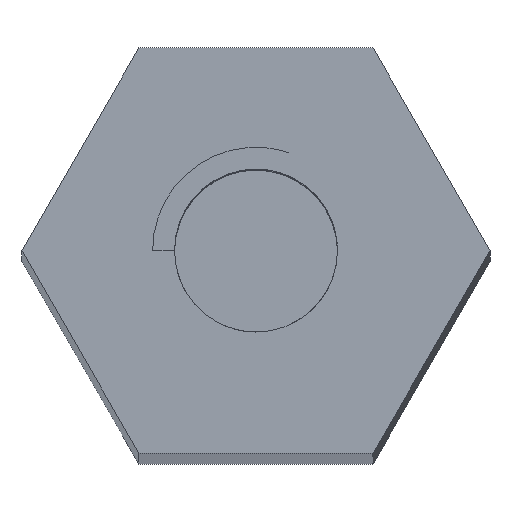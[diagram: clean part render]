
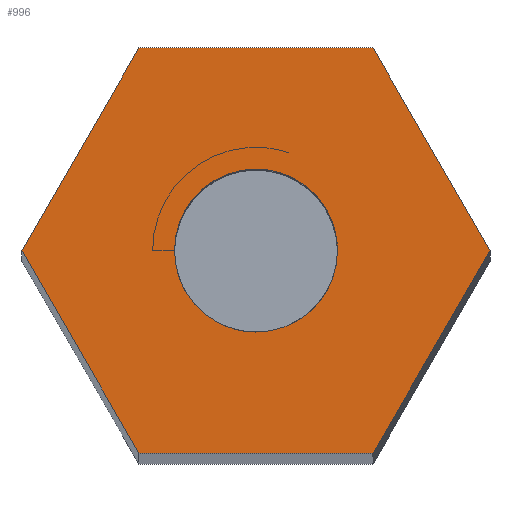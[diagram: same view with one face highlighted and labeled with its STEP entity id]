
A CAD part, top view. The second image highlights one B-rep face of the part: STEP entity #996.
In plain terms, the highlighted planar face has unit normal (0, 0, 1).
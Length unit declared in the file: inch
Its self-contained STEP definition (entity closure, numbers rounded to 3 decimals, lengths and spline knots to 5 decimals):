
#110 = EDGE_CURVE ( 'NONE', #5231, #1040, #5566, .T. ) ;
#299 = CIRCLE ( 'NONE', #3785, 0.1005 ) ;
#314 = CARTESIAN_POINT ( 'NONE',  ( -0.1005, 0., 3.84658 ) ) ;
#437 = LINE ( 'NONE', #2108, #5185 ) ;
#564 = CARTESIAN_POINT ( 'NONE',  ( 0.28868, 0., 3.84658 ) ) ;
#902 = LINE ( 'NONE', #6564, #6469 ) ;
#910 = EDGE_CURVE ( 'NONE', #3304, #3943, #6759, .T. ) ;
#921 = CARTESIAN_POINT ( 'NONE',  ( 0., 0., 3.84658 ) ) ;
#996 = ADVANCED_FACE ( 'NONE', ( #4108, #4737 ), #3522, .T. ) ;
#1022 = VERTEX_POINT ( 'NONE', #1960 ) ;
#1030 = CARTESIAN_POINT ( 'NONE',  ( -0.28868, 0., 3.84658 ) ) ;
#1040 = VERTEX_POINT ( 'NONE', #5872 ) ;
#1156 = LINE ( 'NONE', #6680, #6000 ) ;
#1180 = EDGE_LOOP ( 'NONE', ( #1829, #5726, #4185, #2002, #5925, #2490 ) ) ;
#1829 = ORIENTED_EDGE ( 'NONE', *, *, #5966, .T. ) ;
#1886 = DIRECTION ( 'NONE',  ( 1., 0., 0. ) ) ;
#1902 = CARTESIAN_POINT ( 'NONE',  ( 0.1005, 0., 3.84658 ) ) ;
#1960 = CARTESIAN_POINT ( 'NONE',  ( -0.14434, 0.25, 3.84658 ) ) ;
#2002 = ORIENTED_EDGE ( 'NONE', *, *, #2578, .T. ) ;
#2007 = VECTOR ( 'NONE', #3901, 39.37008 ) ;
#2108 = CARTESIAN_POINT ( 'NONE',  ( 0.14434, 0.25, 3.84658 ) ) ;
#2221 = DIRECTION ( 'NONE',  ( 0.5, 0.866, 0. ) ) ;
#2490 = ORIENTED_EDGE ( 'NONE', *, *, #110, .T. ) ;
#2578 = EDGE_CURVE ( 'NONE', #6067, #1022, #437, .T. ) ;
#2613 = VECTOR ( 'NONE', #2221, 39.37008 ) ;
#2633 = AXIS2_PLACEMENT_3D ( 'NONE', #2822, #5056, #4497 ) ;
#2664 = EDGE_CURVE ( 'NONE', #3943, #6067, #902, .T. ) ;
#2822 = CARTESIAN_POINT ( 'NONE',  ( 0., 0., 3.84658 ) ) ;
#2852 = ORIENTED_EDGE ( 'NONE', *, *, #4625, .F. ) ;
#3014 = EDGE_CURVE ( 'NONE', #1022, #5231, #1156, .T. ) ;
#3166 = DIRECTION ( 'NONE',  ( -1., 0., 0. ) ) ;
#3178 = ORIENTED_EDGE ( 'NONE', *, *, #5206, .F. ) ;
#3304 = VERTEX_POINT ( 'NONE', #4547 ) ;
#3319 = VECTOR ( 'NONE', #5895, 39.37008 ) ;
#3346 = DIRECTION ( 'NONE',  ( -0.5, -0.866, 0. ) ) ;
#3426 = CARTESIAN_POINT ( 'NONE',  ( -0.28868, 0., 3.84658 ) ) ;
#3522 = PLANE ( 'NONE',  #4351 ) ;
#3655 = CARTESIAN_POINT ( 'NONE',  ( -0.14434, -0.25, 3.84658 ) ) ;
#3785 = AXIS2_PLACEMENT_3D ( 'NONE', #921, #7107, #4871 ) ;
#3901 = DIRECTION ( 'NONE',  ( 0.5, -0.866, 0. ) ) ;
#3943 = VERTEX_POINT ( 'NONE', #564 ) ;
#3965 = CARTESIAN_POINT ( 'NONE',  ( 0.14434, -0.25, 3.84658 ) ) ;
#4108 = FACE_BOUND ( 'NONE', #7137, .T. ) ;
#4185 = ORIENTED_EDGE ( 'NONE', *, *, #2664, .T. ) ;
#4351 = AXIS2_PLACEMENT_3D ( 'NONE', #5733, #6970, #1886 ) ;
#4493 = CARTESIAN_POINT ( 'NONE',  ( 0.14434, 0.25, 3.84658 ) ) ;
#4497 = DIRECTION ( 'NONE',  ( 1., 0., 0. ) ) ;
#4547 = CARTESIAN_POINT ( 'NONE',  ( 0.14434, -0.25, 3.84658 ) ) ;
#4625 = EDGE_CURVE ( 'NONE', #4784, #6359, #299, .T. ) ;
#4737 = FACE_OUTER_BOUND ( 'NONE', #1180, .T. ) ;
#4784 = VERTEX_POINT ( 'NONE', #314 ) ;
#4834 = LINE ( 'NONE', #3655, #3319 ) ;
#4871 = DIRECTION ( 'NONE',  ( 1., 0., 0. ) ) ;
#5056 = DIRECTION ( 'NONE',  ( 0., 0., 1. ) ) ;
#5185 = VECTOR ( 'NONE', #3166, 39.37008 ) ;
#5206 = EDGE_CURVE ( 'NONE', #6359, #4784, #5435, .T. ) ;
#5231 = VERTEX_POINT ( 'NONE', #1030 ) ;
#5435 = CIRCLE ( 'NONE', #2633, 0.1005 ) ;
#5566 = LINE ( 'NONE', #3426, #2007 ) ;
#5726 = ORIENTED_EDGE ( 'NONE', *, *, #910, .T. ) ;
#5733 = CARTESIAN_POINT ( 'NONE',  ( 0., 0., 3.84658 ) ) ;
#5872 = CARTESIAN_POINT ( 'NONE',  ( -0.14434, -0.25, 3.84658 ) ) ;
#5895 = DIRECTION ( 'NONE',  ( 1., 0., 0. ) ) ;
#5925 = ORIENTED_EDGE ( 'NONE', *, *, #3014, .T. ) ;
#5966 = EDGE_CURVE ( 'NONE', #1040, #3304, #4834, .T. ) ;
#6000 = VECTOR ( 'NONE', #3346, 39.37008 ) ;
#6067 = VERTEX_POINT ( 'NONE', #4493 ) ;
#6359 = VERTEX_POINT ( 'NONE', #1902 ) ;
#6469 = VECTOR ( 'NONE', #7088, 39.37008 ) ;
#6564 = CARTESIAN_POINT ( 'NONE',  ( 0.28868, 0., 3.84658 ) ) ;
#6680 = CARTESIAN_POINT ( 'NONE',  ( -0.14434, 0.25, 3.84658 ) ) ;
#6759 = LINE ( 'NONE', #3965, #2613 ) ;
#6970 = DIRECTION ( 'NONE',  ( 0., 0., 1. ) ) ;
#7088 = DIRECTION ( 'NONE',  ( -0.5, 0.866, 0. ) ) ;
#7107 = DIRECTION ( 'NONE',  ( 0., 0., 1. ) ) ;
#7137 = EDGE_LOOP ( 'NONE', ( #2852, #3178 ) ) ;
